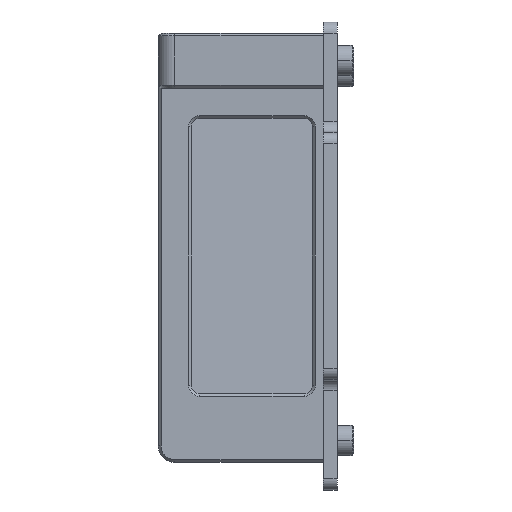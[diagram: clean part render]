
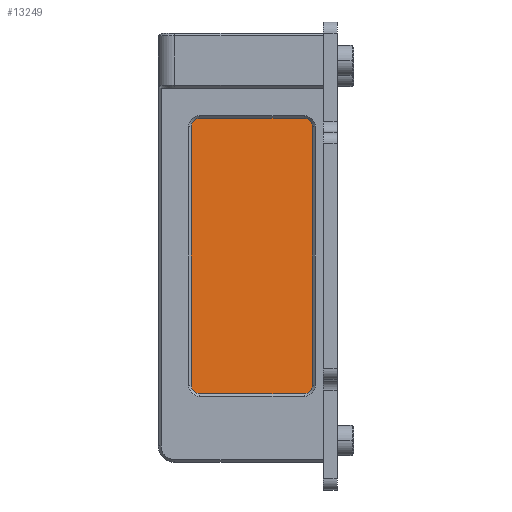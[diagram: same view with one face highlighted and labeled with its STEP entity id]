
A CAD part, front view. The second image highlights one B-rep face of the part: STEP entity #13249.
In plain terms, the highlighted face is planar.
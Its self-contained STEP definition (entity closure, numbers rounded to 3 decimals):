
#13098=DIRECTION('',(0.707,0.,-0.707));
#13099=VECTOR('',#13098,0.283);
#13100=CARTESIAN_POINT('',(-28.5,0.,-12.8));
#13101=LINE('',#13100,#13099);
#13102=DIRECTION('',(0.,0.,1.));
#13103=VECTOR('',#13102,25.6);
#13104=CARTESIAN_POINT('',(-28.5,0.,-12.8));
#13105=LINE('',#13104,#13103);
#13106=DIRECTION('',(-0.707,0.,-0.707));
#13107=VECTOR('',#13106,0.283);
#13108=CARTESIAN_POINT('',(-28.3,0.,13.));
#13109=LINE('',#13108,#13107);
#13110=DIRECTION('',(1.,0.,0.));
#13111=VECTOR('',#13110,56.6);
#13112=CARTESIAN_POINT('',(-28.3,0.,13.));
#13113=LINE('',#13112,#13111);
#13114=DIRECTION('',(-0.707,0.,0.707));
#13115=VECTOR('',#13114,0.283);
#13116=CARTESIAN_POINT('',(28.5,0.,12.8));
#13117=LINE('',#13116,#13115);
#13118=DIRECTION('',(0.,0.,-1.));
#13119=VECTOR('',#13118,25.6);
#13120=CARTESIAN_POINT('',(28.5,0.,12.8));
#13121=LINE('',#13120,#13119);
#13122=DIRECTION('',(0.707,0.,0.707));
#13123=VECTOR('',#13122,0.283);
#13124=CARTESIAN_POINT('',(28.3,0.,-13.));
#13125=LINE('',#13124,#13123);
#13126=DIRECTION('',(-1.,0.,0.));
#13127=VECTOR('',#13126,56.6);
#13128=CARTESIAN_POINT('',(28.3,0.,-13.));
#13129=LINE('',#13128,#13127);
#13194=CARTESIAN_POINT('',(-28.5,0.,-12.8));
#13195=CARTESIAN_POINT('',(-28.3,0.,-13.));
#13196=VERTEX_POINT('',#13194);
#13197=VERTEX_POINT('',#13195);
#13202=CARTESIAN_POINT('',(-28.3,0.,13.));
#13203=CARTESIAN_POINT('',(-28.5,0.,12.8));
#13204=VERTEX_POINT('',#13202);
#13205=VERTEX_POINT('',#13203);
#13210=CARTESIAN_POINT('',(28.5,0.,12.8));
#13211=CARTESIAN_POINT('',(28.3,0.,13.));
#13212=VERTEX_POINT('',#13210);
#13213=VERTEX_POINT('',#13211);
#13218=CARTESIAN_POINT('',(28.3,0.,-13.));
#13219=CARTESIAN_POINT('',(28.5,0.,-12.8));
#13220=VERTEX_POINT('',#13218);
#13221=VERTEX_POINT('',#13219);
#13226=CARTESIAN_POINT('',(0.,0.,0.));
#13227=DIRECTION('',(0.,1.,0.));
#13228=DIRECTION('',(1.,0.,0.));
#13229=AXIS2_PLACEMENT_3D('',#13226,#13227,#13228);
#13230=PLANE('',#13229);
#13232=ORIENTED_EDGE('',*,*,#13231,.F.);
#13234=ORIENTED_EDGE('',*,*,#13233,.T.);
#13236=ORIENTED_EDGE('',*,*,#13235,.F.);
#13238=ORIENTED_EDGE('',*,*,#13237,.T.);
#13240=ORIENTED_EDGE('',*,*,#13239,.F.);
#13242=ORIENTED_EDGE('',*,*,#13241,.T.);
#13244=ORIENTED_EDGE('',*,*,#13243,.F.);
#13246=ORIENTED_EDGE('',*,*,#13245,.T.);
#13247=EDGE_LOOP('',(#13232,#13234,#13236,#13238,#13240,#13242,#13244,#13246));
#13248=FACE_OUTER_BOUND('',#13247,.F.);
#13249=ADVANCED_FACE('',(#13248),#13230,.F.);
#13231=EDGE_CURVE('',#13196,#13197,#13101,.T.);
#13233=EDGE_CURVE('',#13196,#13205,#13105,.T.);
#13235=EDGE_CURVE('',#13204,#13205,#13109,.T.);
#13237=EDGE_CURVE('',#13204,#13213,#13113,.T.);
#13239=EDGE_CURVE('',#13212,#13213,#13117,.T.);
#13241=EDGE_CURVE('',#13212,#13221,#13121,.T.);
#13243=EDGE_CURVE('',#13220,#13221,#13125,.T.);
#13245=EDGE_CURVE('',#13220,#13197,#13129,.T.);
